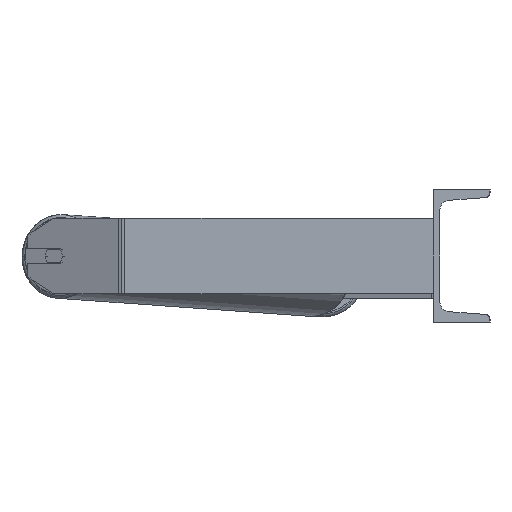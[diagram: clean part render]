
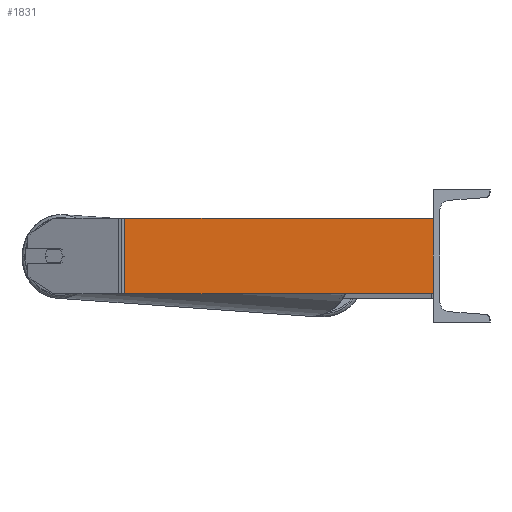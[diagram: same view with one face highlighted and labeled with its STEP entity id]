
A CAD part, left-side view. The second image highlights one B-rep face of the part: STEP entity #1831.
In plain terms, the highlighted planar face has unit normal (-1, 0, 0).
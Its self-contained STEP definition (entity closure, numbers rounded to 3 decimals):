
#152 = EDGE_CURVE ( 'NONE', #5325, #1496, #2667, .T. ) ;
#647 = VECTOR ( 'NONE', #3948, 1000. ) ;
#751 = PLANE ( 'NONE',  #5326 ) ;
#1094 = ORIENTED_EDGE ( 'NONE', *, *, #1209, .F. ) ;
#1209 = EDGE_CURVE ( 'NONE', #1496, #4488, #6786, .T. ) ;
#1493 = ORIENTED_EDGE ( 'NONE', *, *, #152, .F. ) ;
#1496 = VERTEX_POINT ( 'NONE', #5207 ) ;
#1831 = ADVANCED_FACE ( 'NONE', ( #7001 ), #751, .F. ) ;
#2241 = EDGE_CURVE ( 'NONE', #5325, #3346, #3995, .T. ) ;
#2291 = EDGE_CURVE ( 'NONE', #3346, #4488, #8077, .T. ) ;
#2652 = EDGE_LOOP ( 'NONE', ( #3485, #1094, #1493, #3198 ) ) ;
#2667 = LINE ( 'NONE', #8276, #7179 ) ;
#2835 = DIRECTION ( 'NONE',  ( 1., 0., 0. ) ) ;
#3185 = DIRECTION ( 'NONE',  ( 0., 0., -1. ) ) ;
#3198 = ORIENTED_EDGE ( 'NONE', *, *, #2241, .T. ) ;
#3346 = VERTEX_POINT ( 'NONE', #4913 ) ;
#3485 = ORIENTED_EDGE ( 'NONE', *, *, #2291, .T. ) ;
#3899 = DIRECTION ( 'NONE',  ( 0., -1., 0. ) ) ;
#3948 = DIRECTION ( 'NONE',  ( 0., 0., -1. ) ) ;
#3995 = LINE ( 'NONE', #4546, #647 ) ;
#4022 = CARTESIAN_POINT ( 'NONE',  ( -985., 0., 40. ) ) ;
#4023 = DIRECTION ( 'NONE',  ( 0., -1., 0. ) ) ;
#4488 = VERTEX_POINT ( 'NONE', #7028 ) ;
#4546 = CARTESIAN_POINT ( 'NONE',  ( -985., 326.823, 40. ) ) ;
#4583 = CARTESIAN_POINT ( 'NONE',  ( -985., 330.37, -40. ) ) ;
#4913 = CARTESIAN_POINT ( 'NONE',  ( -985., 326.823, -40. ) ) ;
#5207 = CARTESIAN_POINT ( 'NONE',  ( -985., 0., 40. ) ) ;
#5325 = VERTEX_POINT ( 'NONE', #7679 ) ;
#5326 = AXIS2_PLACEMENT_3D ( 'NONE', #6314, #2835, #6910 ) ;
#5735 = VECTOR ( 'NONE', #3185, 1000. ) ;
#6314 = CARTESIAN_POINT ( 'NONE',  ( -985., 330.37, 40. ) ) ;
#6779 = VECTOR ( 'NONE', #3899, 1000. ) ;
#6786 = LINE ( 'NONE', #4022, #5735 ) ;
#6910 = DIRECTION ( 'NONE',  ( 0., 1., 0. ) ) ;
#7001 = FACE_OUTER_BOUND ( 'NONE', #2652, .T. ) ;
#7028 = CARTESIAN_POINT ( 'NONE',  ( -985., 0., -40. ) ) ;
#7179 = VECTOR ( 'NONE', #4023, 1000. ) ;
#7679 = CARTESIAN_POINT ( 'NONE',  ( -985., 326.823, 40. ) ) ;
#8077 = LINE ( 'NONE', #4583, #6779 ) ;
#8276 = CARTESIAN_POINT ( 'NONE',  ( -985., 330.37, 40. ) ) ;
